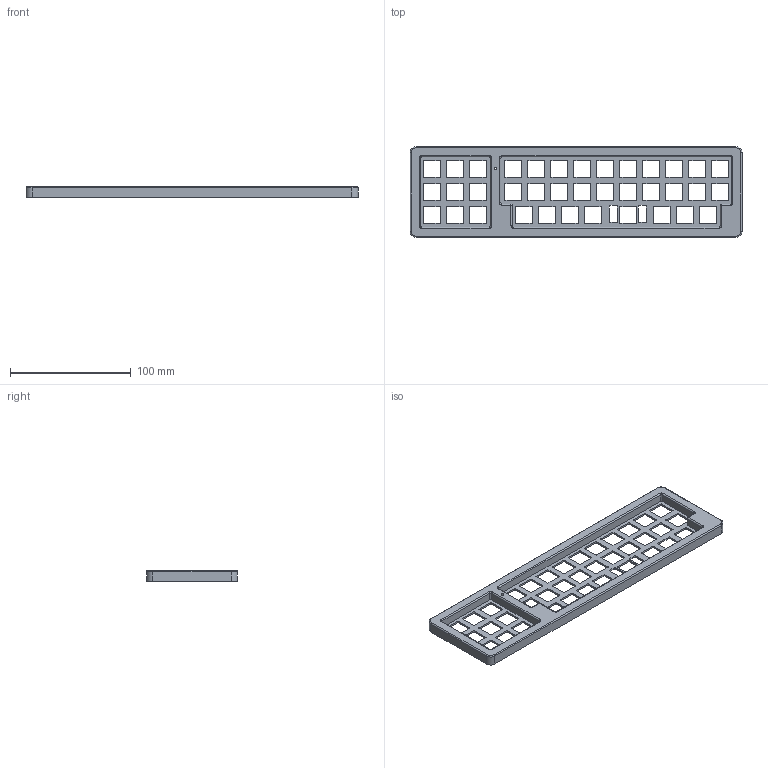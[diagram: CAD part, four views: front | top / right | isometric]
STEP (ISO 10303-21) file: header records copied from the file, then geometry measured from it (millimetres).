
FILE_DESCRIPTION(/* description */ (''),/* implementation_level */ '2;1');
FILE_NAME(/* name */ 'alpha9_Left_Top.step',/* time_stamp */ '2020-06-11T20:57:57-04:00',/* author */ (''),/* organization */ (''),/* preprocessor_version */ 'ST-DEVELOPER v18.1',/* originating_system */ 'Autodesk Translation Framework v9.3.0.1241',/* authorisation */ '');
FILE_SCHEMA (('AUTOMOTIVE_DESIGN { 1 0 10303 214 3 1 1 }'));
Length unit declared in the file: millimetre
Products named in the file (1): Top2
Bounding box: 275.17 x 75.15 x 9.1 mm (x, y, z)
Volume: 68796.2 mm3; surface area: 41103.1 mm2
Topology: 1 solids, 1 shells, 399 faces, 1124 edges, 738 vertices
Faces by surface type: cylinder 198, plane 185, torus 14, sphere 2
Full cylindrical faces by diameter (mm): 1.75 x8, 2 x1, 5 x1
Entity records: 13176 total; most frequent: DIRECTION 2334, CARTESIAN_POINT 2262, ORIENTED_EDGE 2248, EDGE_CURVE 1124, AXIS2_PLACEMENT_3D 810, VERTEX_POINT 738, LINE 714, VECTOR 714
